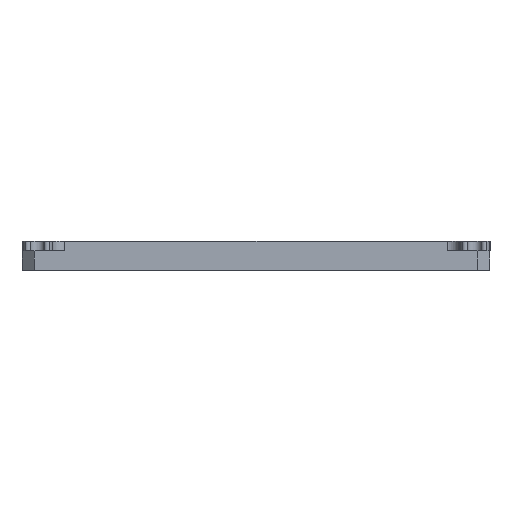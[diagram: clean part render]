
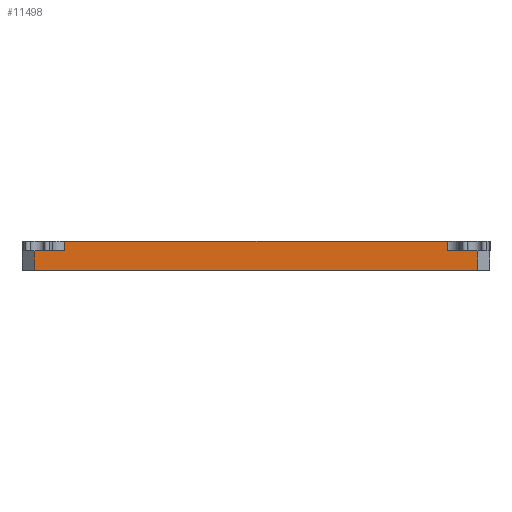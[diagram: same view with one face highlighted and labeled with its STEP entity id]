
A CAD part, left-side view. The second image highlights one B-rep face of the part: STEP entity #11498.
In plain terms, the highlighted planar face has unit normal (-1, 0, 0).
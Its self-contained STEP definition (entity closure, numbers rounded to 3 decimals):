
#608=FACE_OUTER_BOUND('',#1213,.T.);
#1213=EDGE_LOOP('',(#8171,#8172,#8173,#8174,#8175,#8176,#8177,#8178));
#1857=LINE('',#16364,#3273);
#1885=LINE('',#16430,#3301);
#2260=LINE('',#17400,#3676);
#2261=LINE('',#17403,#3677);
#2262=LINE('',#17405,#3678);
#2263=LINE('',#17407,#3679);
#2264=LINE('',#17409,#3680);
#2265=LINE('',#17410,#3681);
#3273=VECTOR('',#13086,10.);
#3301=VECTOR('',#13130,10.);
#3676=VECTOR('',#13745,10.);
#3677=VECTOR('',#13748,10.);
#3678=VECTOR('',#13749,10.);
#3679=VECTOR('',#13750,10.);
#3680=VECTOR('',#13751,10.);
#3681=VECTOR('',#13752,10.);
#4694=VERTEX_POINT('',#16361);
#4695=VERTEX_POINT('',#16363);
#4725=VERTEX_POINT('',#16428);
#5200=VERTEX_POINT('',#17398);
#5201=VERTEX_POINT('',#17402);
#5202=VERTEX_POINT('',#17404);
#5203=VERTEX_POINT('',#17406);
#5204=VERTEX_POINT('',#17408);
#5867=EDGE_CURVE('',#4694,#4695,#1857,.T.);
#5902=EDGE_CURVE('',#4725,#4694,#1885,.T.);
#6390=EDGE_CURVE('',#5200,#4725,#2260,.T.);
#6391=EDGE_CURVE('',#5201,#5200,#2261,.T.);
#6392=EDGE_CURVE('',#5201,#5202,#2262,.T.);
#6393=EDGE_CURVE('',#5203,#5202,#2263,.T.);
#6394=EDGE_CURVE('',#5204,#5203,#2264,.T.);
#6395=EDGE_CURVE('',#4695,#5204,#2265,.T.);
#8171=ORIENTED_EDGE('',*,*,#5867,.F.);
#8172=ORIENTED_EDGE('',*,*,#5902,.F.);
#8173=ORIENTED_EDGE('',*,*,#6390,.F.);
#8174=ORIENTED_EDGE('',*,*,#6391,.F.);
#8175=ORIENTED_EDGE('',*,*,#6392,.T.);
#8176=ORIENTED_EDGE('',*,*,#6393,.F.);
#8177=ORIENTED_EDGE('',*,*,#6394,.F.);
#8178=ORIENTED_EDGE('',*,*,#6395,.F.);
#11082=PLANE('',#12221);
#11498=ADVANCED_FACE('',(#608),#11082,.T.);
#12221=AXIS2_PLACEMENT_3D('',#17401,#13746,#13747);
#13086=DIRECTION('',(0.,0.,1.));
#13130=DIRECTION('',(0.,1.,0.));
#13745=DIRECTION('',(0.,0.,-1.));
#13746=DIRECTION('center_axis',(-1.,0.,0.));
#13747=DIRECTION('ref_axis',(0.,-1.,0.));
#13748=DIRECTION('',(0.,-1.,0.));
#13749=DIRECTION('',(0.,0.,1.));
#13750=DIRECTION('',(0.,-1.,0.));
#13751=DIRECTION('',(0.,0.,1.));
#13752=DIRECTION('',(0.,-1.,0.));
#16361=CARTESIAN_POINT('',(-97.631,36.1,-3.25));
#16363=CARTESIAN_POINT('',(-97.631,36.1,0.));
#16364=CARTESIAN_POINT('',(-97.631,36.1,0.));
#16428=CARTESIAN_POINT('',(-97.631,-36.1,-3.25));
#16430=CARTESIAN_POINT('',(-97.631,38.1,-3.25));
#17398=CARTESIAN_POINT('',(-97.631,-36.1,0.));
#17400=CARTESIAN_POINT('',(-97.631,-36.1,0.));
#17401=CARTESIAN_POINT('Origin',(-97.631,31.1,0.));
#17402=CARTESIAN_POINT('',(-97.631,-31.1,0.));
#17403=CARTESIAN_POINT('',(-97.631,-19.05,0.));
#17404=CARTESIAN_POINT('',(-97.631,-31.1,1.5));
#17405=CARTESIAN_POINT('',(-97.631,-31.1,0.));
#17406=CARTESIAN_POINT('',(-97.631,31.1,1.5));
#17407=CARTESIAN_POINT('',(-97.631,31.1,1.5));
#17408=CARTESIAN_POINT('',(-97.631,31.1,0.));
#17409=CARTESIAN_POINT('',(-97.631,31.1,0.));
#17410=CARTESIAN_POINT('',(-97.631,-19.05,0.));
